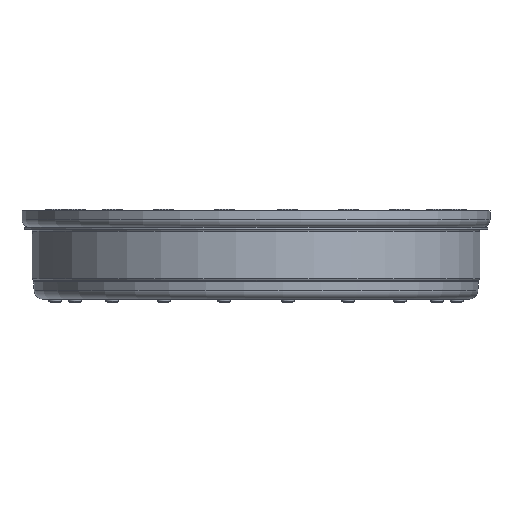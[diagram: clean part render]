
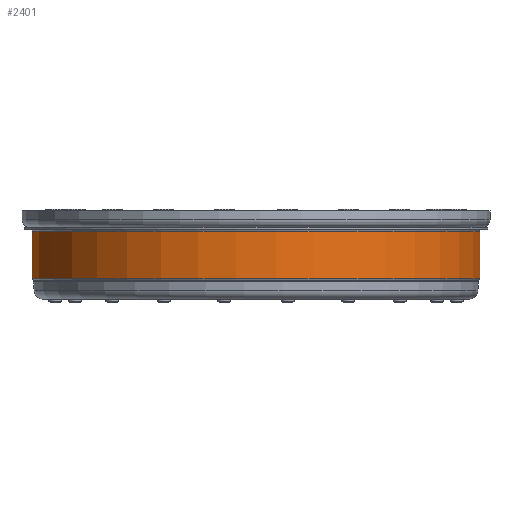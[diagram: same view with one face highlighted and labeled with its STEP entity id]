
A CAD part, front view. The second image highlights one B-rep face of the part: STEP entity #2401.
In plain terms, the highlighted cylindrical face has radius 139.5 mm (diameter 279 mm), a full revolution.
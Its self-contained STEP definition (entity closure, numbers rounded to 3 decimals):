
#2350=CARTESIAN_POINT('',(139.5,0.,9.));
#2351=VERTEX_POINT('',#2350);
#2352=CARTESIAN_POINT('',(0.,0.,9.));
#2353=DIRECTION('',(0.0,0.0,-1.0));
#2354=DIRECTION('',(-1.0,0.0,0.0));
#2355=AXIS2_PLACEMENT_3D('',#2352,#2353,#2354);
#2356=CIRCLE('',#2355,139.5);
#2357=EDGE_CURVE('',#2351,#2351,#2356,.T.);
#2382=CARTESIAN_POINT('',(0.,0.,0.0));
#2383=DIRECTION('',(0.0,0.0,1.0));
#2384=DIRECTION('',(-1.0,0.0,0.0));
#2385=AXIS2_PLACEMENT_3D('',#2382,#2383,#2384);
#2386=CYLINDRICAL_SURFACE('',#2385,139.5);
#2387=CARTESIAN_POINT('',(139.5,0.,38.5));
#2388=VERTEX_POINT('',#2387);
#2389=CARTESIAN_POINT('',(0.,0.,38.5));
#2390=DIRECTION('',(0.0,0.0,1.0));
#2391=DIRECTION('',(-1.0,0.0,0.0));
#2392=AXIS2_PLACEMENT_3D('',#2389,#2390,#2391);
#2393=CIRCLE('',#2392,139.5);
#2394=EDGE_CURVE('',#2388,#2388,#2393,.T.);
#2395=ORIENTED_EDGE('',*,*,#2394,.F.);
#2396=EDGE_LOOP('',(#2395));
#2397=FACE_OUTER_BOUND('',#2396,.T.);
#2398=ORIENTED_EDGE('',*,*,#2357,.F.);
#2399=EDGE_LOOP('',(#2398));
#2400=FACE_BOUND('',#2399,.T.);
#2401=ADVANCED_FACE('',(#2397,#2400),#2386,.T.);
